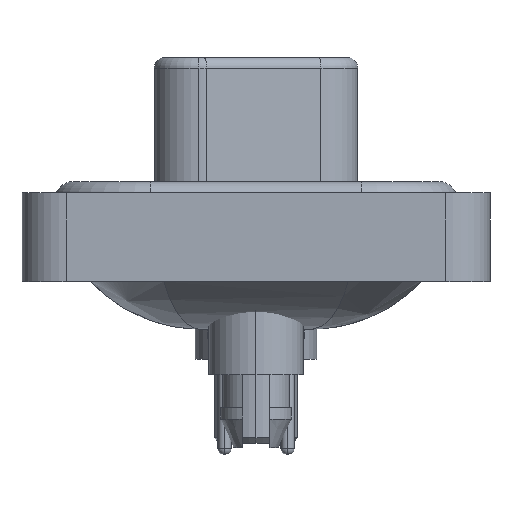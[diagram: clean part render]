
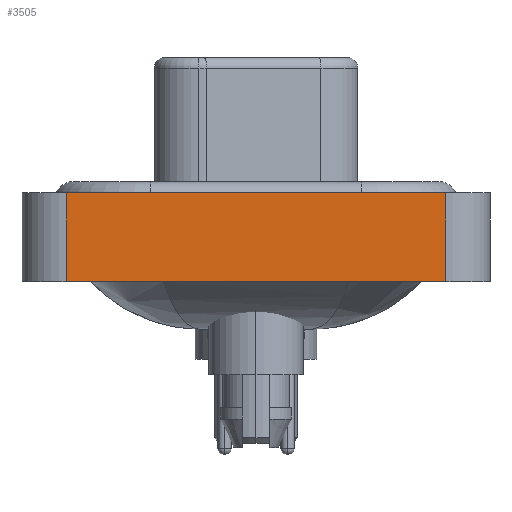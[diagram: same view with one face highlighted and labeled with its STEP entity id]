
A CAD part, left-side view. The second image highlights one B-rep face of the part: STEP entity #3505.
In plain terms, the highlighted planar face has unit normal (-1, 0, 0).
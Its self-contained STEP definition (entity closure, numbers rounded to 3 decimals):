
#691 = CARTESIAN_POINT ( 'NONE',  ( -7.3, -8.55, 0.4 ) ) ;
#844 = VECTOR ( 'NONE', #25196, 1000. ) ;
#965 = CARTESIAN_POINT ( 'NONE',  ( -7.3, -8.55, -3.6 ) ) ;
#996 = LINE ( 'NONE', #10905, #10019 ) ;
#1344 = EDGE_CURVE ( 'NONE', #2461, #4297, #14217, .T. ) ;
#1357 = LINE ( 'NONE', #13196, #10094 ) ;
#1997 = AXIS2_PLACEMENT_3D ( 'NONE', #17753, #15798, #8376 ) ;
#2461 = VERTEX_POINT ( 'NONE', #22747 ) ;
#2663 = ORIENTED_EDGE ( 'NONE', *, *, #17591, .T. ) ;
#3505 = ADVANCED_FACE ( 'NONE', ( #9929 ), #16047, .T. ) ;
#3957 = EDGE_CURVE ( 'NONE', #2461, #7175, #996, .T. ) ;
#4181 = CARTESIAN_POINT ( 'NONE',  ( -7.3, -8.55, -3.6 ) ) ;
#4297 = VERTEX_POINT ( 'NONE', #5915 ) ;
#4548 = EDGE_CURVE ( 'NONE', #7175, #18511, #1357, .T. ) ;
#5276 = DIRECTION ( 'NONE',  ( 0., 0., 1. ) ) ;
#5915 = CARTESIAN_POINT ( 'NONE',  ( -7.3, -8.55, -3.6 ) ) ;
#7175 = VERTEX_POINT ( 'NONE', #24086 ) ;
#8376 = DIRECTION ( 'NONE',  ( 0., 0., 1. ) ) ;
#8780 = DIRECTION ( 'NONE',  ( 0., 0., 1. ) ) ;
#9929 = FACE_OUTER_BOUND ( 'NONE', #15523, .T. ) ;
#10019 = VECTOR ( 'NONE', #5276, 1000. ) ;
#10034 = VECTOR ( 'NONE', #8780, 1000. ) ;
#10094 = VECTOR ( 'NONE', #15160, 1000. ) ;
#10905 = CARTESIAN_POINT ( 'NONE',  ( -7.3, 8.55, -3.6 ) ) ;
#12240 = ORIENTED_EDGE ( 'NONE', *, *, #1344, .T. ) ;
#12970 = ORIENTED_EDGE ( 'NONE', *, *, #4548, .F. ) ;
#13196 = CARTESIAN_POINT ( 'NONE',  ( -7.3, -8.55, 0.4 ) ) ;
#14217 = LINE ( 'NONE', #4181, #844 ) ;
#15160 = DIRECTION ( 'NONE',  ( 0., -1., 0. ) ) ;
#15523 = EDGE_LOOP ( 'NONE', ( #2663, #12970, #23429, #12240 ) ) ;
#15798 = DIRECTION ( 'NONE',  ( -1., 0., 0. ) ) ;
#16047 = PLANE ( 'NONE',  #1997 ) ;
#17591 = EDGE_CURVE ( 'NONE', #4297, #18511, #21145, .T. ) ;
#17753 = CARTESIAN_POINT ( 'NONE',  ( -7.3, -8.55, -3.6 ) ) ;
#18511 = VERTEX_POINT ( 'NONE', #691 ) ;
#21145 = LINE ( 'NONE', #965, #10034 ) ;
#22747 = CARTESIAN_POINT ( 'NONE',  ( -7.3, 8.55, -3.6 ) ) ;
#23429 = ORIENTED_EDGE ( 'NONE', *, *, #3957, .F. ) ;
#24086 = CARTESIAN_POINT ( 'NONE',  ( -7.3, 8.55, 0.4 ) ) ;
#25196 = DIRECTION ( 'NONE',  ( 0., -1., 0. ) ) ;
